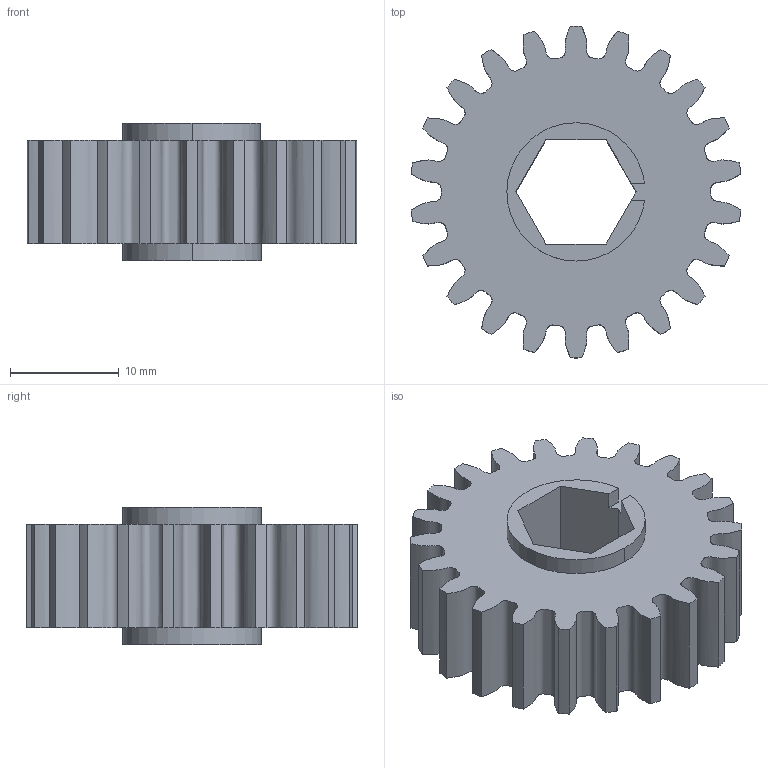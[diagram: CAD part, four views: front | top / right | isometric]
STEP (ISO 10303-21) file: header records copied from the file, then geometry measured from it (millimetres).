
FILE_DESCRIPTION (( 'STEP AP214' ), '1' );
FILE_NAME ('WCP-0684 Rev1.step', '2022-11-24T01:46:35', ( '' ), ( '' ), 'SwSTEP 2.0', 'SolidWorks 2020', '' );
FILE_SCHEMA (( 'AUTOMOTIVE_DESIGN' ));
Length unit declared in the file: inch
Products named in the file (1): WCP-0684 Rev1
Bounding box: 30.3 x 30.48 x 12.65 mm (x, y, z)
Volume: 5229.4 mm3; surface area: 3276.6 mm2
Topology: 1 solids, 1 shells, 61 faces, 174 edges, 116 vertices
Faces by surface type: cylinder 27, bspline 22, plane 12
Entity records: 9834 total; most frequent: CARTESIAN_POINT 8294, ORIENTED_EDGE 348, DIRECTION 264, EDGE_CURVE 174, VERTEX_POINT 116, AXIS2_PLACEMENT_3D 94, LINE 76, VECTOR 76
